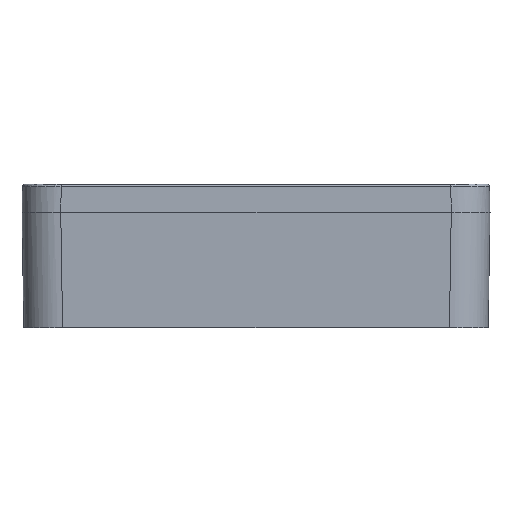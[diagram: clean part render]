
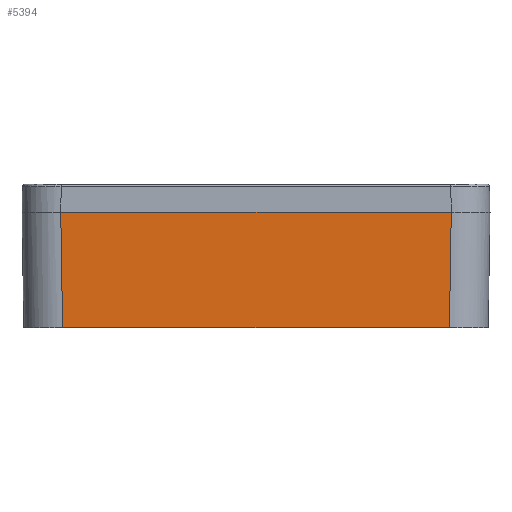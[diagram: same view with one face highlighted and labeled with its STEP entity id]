
A CAD part, left-side view. The second image highlights one B-rep face of the part: STEP entity #5394.
In plain terms, the highlighted planar face has unit normal (-1, 0, -0.016).
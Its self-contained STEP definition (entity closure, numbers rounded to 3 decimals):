
#777=DIRECTION('',(0.,1.,0.));
#778=VECTOR('',#777,41.411);
#779=CARTESIAN_POINT('',(-24.855,-20.706,
0.));
#780=LINE('',#779,#778);
#781=DIRECTION('',(-0.016,0.016,1.));
#782=VECTOR('',#781,12.403);
#783=CARTESIAN_POINT('',(-24.855,20.706,
0.));
#784=LINE('',#783,#782);
#785=DIRECTION('',(0.016,0.016,-1.));
#786=VECTOR('',#785,12.403);
#787=CARTESIAN_POINT('',(-25.05,-20.901,12.4));
#788=LINE('',#787,#786);
#789=CARTESIAN_POINT('',(-24.855,20.706,
0.));
#1404=DIRECTION('',(0.,1.,0.));
#1405=VECTOR('',#1404,41.801);
#1406=CARTESIAN_POINT('',(-25.05,-20.901,
12.4));
#1407=LINE('',#1406,#1405);
#3990=VERTEX_POINT('',#789);
#3991=CARTESIAN_POINT('',(-24.855,-20.706,
0.));
#3992=VERTEX_POINT('',#3991);
#4728=CARTESIAN_POINT('',(-25.05,-20.901,
12.4));
#4729=VERTEX_POINT('',#4728);
#4730=CARTESIAN_POINT('',(-25.05,20.901,12.4));
#4731=VERTEX_POINT('',#4730);
#5381=CARTESIAN_POINT('',(-25.05,25.933,12.4));
#5382=DIRECTION('',(-1.,0.,-0.016));
#5383=DIRECTION('',(0.,-1.,0.));
#5384=AXIS2_PLACEMENT_3D('',#5381,#5382,#5383);
#5385=PLANE('',#5384);
#5386=ORIENTED_EDGE('',*,*,#4838,.T.);
#5388=ORIENTED_EDGE('',*,*,#5387,.T.);
#5390=ORIENTED_EDGE('',*,*,#5389,.F.);
#5391=ORIENTED_EDGE('',*,*,#5372,.T.);
#5392=EDGE_LOOP('',(#5386,#5388,#5390,#5391));
#5393=FACE_OUTER_BOUND('',#5392,.F.);
#5394=ADVANCED_FACE('',(#5393),#5385,.T.);
#4838=EDGE_CURVE('',#3992,#3990,#780,.T.);
#5372=EDGE_CURVE('',#4729,#3992,#788,.T.);
#5387=EDGE_CURVE('',#3990,#4731,#784,.T.);
#5389=EDGE_CURVE('',#4729,#4731,#1407,.T.);
